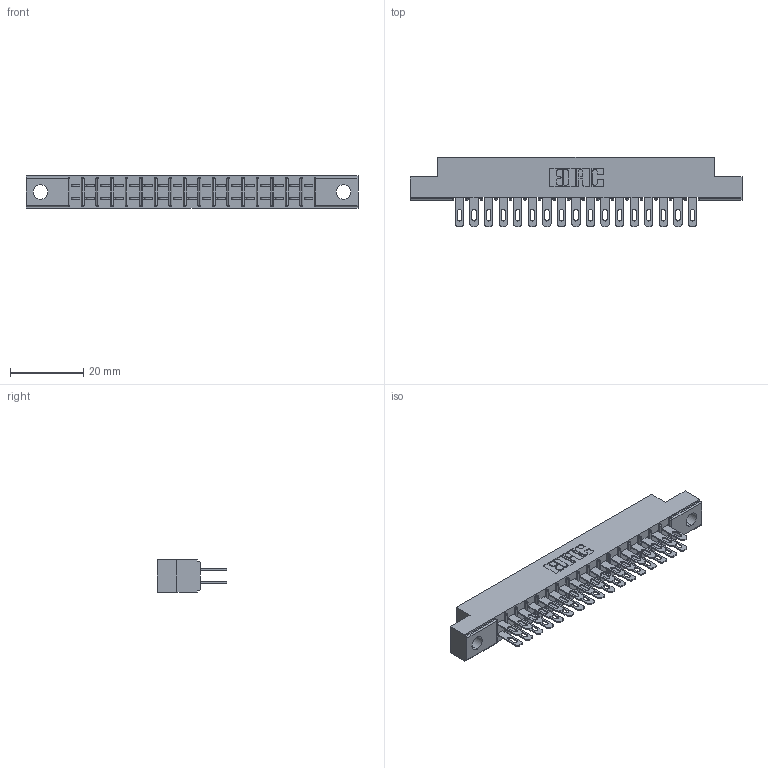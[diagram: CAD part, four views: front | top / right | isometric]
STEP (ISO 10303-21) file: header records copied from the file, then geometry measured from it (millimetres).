
FILE_DESCRIPTION (( 'STEP AP203' ), '1' );
FILE_NAME ('305-034-500-204.STEP', '2019-09-09T16:58:16', ( '' ), ( '' ), 'SwSTEP 2.0', 'SolidWorks 2016', '' );
FILE_SCHEMA (( 'CONFIG_CONTROL_DESIGN' ));
Length unit declared in the file: inch
Products named in the file (3): 305-290-001_500; 305 Part_.156 Dia; 305-034-500-204
Assembly tree (35 placements, depth 2):
  305-034-500-204
    305 Part_.156 Dia
    305-290-001_500  x34
Bounding box: 90.37 x 18.85 x 8.71 mm (x, y, z)
Volume: 5670.6 mm3; surface area: 10925.9 mm2
Topology: 35 solids, 35 shells, 1830 faces, 5231 edges, 3394 vertices
Faces by surface type: plane 1034, cylinder 728, sphere 68
Entity records: 21890 total; most frequent: CARTESIAN_POINT 3627, ORIENTED_EDGE 3594, DIRECTION 3523, EDGE_CURVE 1797, LINE 1431, VECTOR 1431, VERTEX_POINT 1150, AXIS2_PLACEMENT_3D 1046
